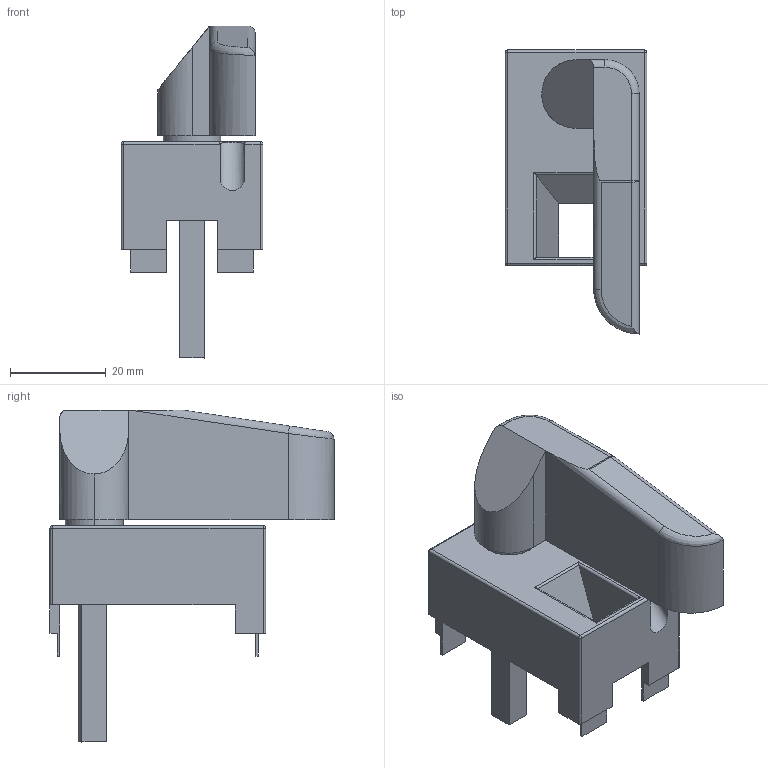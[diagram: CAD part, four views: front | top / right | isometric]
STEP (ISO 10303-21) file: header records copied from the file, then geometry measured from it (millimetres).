
FILE_DESCRIPTION (( 'STEP AP214' ), '1' );
FILE_NAME ('37294012.step', '2016-05-11T19:40:08', ( '' ), ( '' ), 'SwSTEP 2.0', 'SolidWorks 2015', '' );
FILE_SCHEMA (( 'AUTOMOTIVE_DESIGN' ));
Length unit declared in the file: inch
Products named in the file (1): 37294012
Bounding box: 29.57 x 59.21 x 69.22 mm (x, y, z)
Volume: 19643.5 mm3; surface area: 15544.8 mm2
Topology: 3 solids, 3 shells, 110 faces, 285 edges, 180 vertices
Faces by surface type: plane 66, cylinder 30, bspline 6, sphere 5, torus 3
Entity records: 3870 total; most frequent: CARTESIAN_POINT 1188, ORIENTED_EDGE 562, DIRECTION 512, EDGE_CURVE 281, LINE 200, VECTOR 200, VERTEX_POINT 180, AXIS2_PLACEMENT_3D 156
